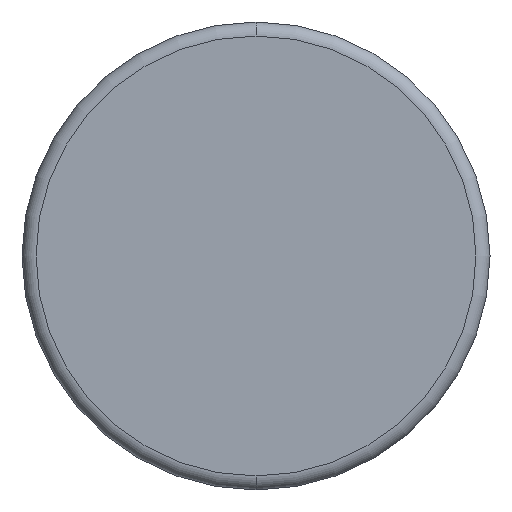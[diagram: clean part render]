
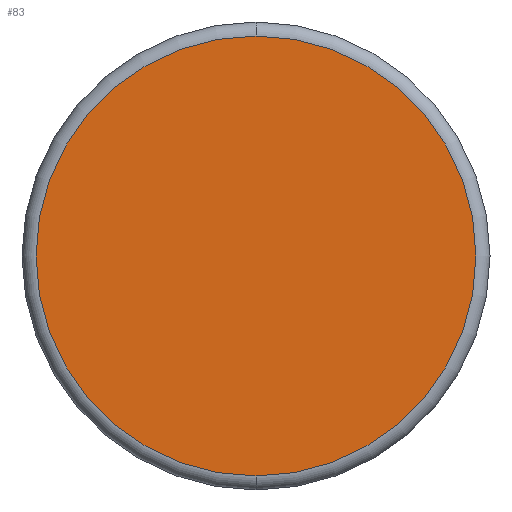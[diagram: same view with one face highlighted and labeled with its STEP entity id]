
A CAD part, front view. The second image highlights one B-rep face of the part: STEP entity #83.
In plain terms, the highlighted planar face has unit normal (0, -1, 0).
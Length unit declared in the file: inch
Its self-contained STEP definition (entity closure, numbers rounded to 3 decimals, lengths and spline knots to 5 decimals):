
#34 = DIRECTION ( 'NONE',  ( 0., 0., -1. ) ) ;
#83 = ADVANCED_FACE ( 'NONE', ( #105 ), #482, .T. ) ;
#105 = FACE_OUTER_BOUND ( 'NONE', #334, .T. ) ;
#125 = CARTESIAN_POINT ( 'NONE',  ( 0., 0., 0. ) ) ;
#128 = AXIS2_PLACEMENT_3D ( 'NONE', #451, #278, #534 ) ;
#129 = AXIS2_PLACEMENT_3D ( 'NONE', #540, #324, #34 ) ;
#136 = CARTESIAN_POINT ( 'NONE',  ( 0., 0., 0.47 ) ) ;
#173 = ORIENTED_EDGE ( 'NONE', *, *, #418, .T. ) ;
#206 = AXIS2_PLACEMENT_3D ( 'NONE', #125, #223, #436 ) ;
#223 = DIRECTION ( 'NONE',  ( 0., -1., 0. ) ) ;
#276 = CIRCLE ( 'NONE', #206, 0.47 ) ;
#278 = DIRECTION ( 'NONE',  ( 0., -1., 0. ) ) ;
#324 = DIRECTION ( 'NONE',  ( 0., -1., 0. ) ) ;
#334 = EDGE_LOOP ( 'NONE', ( #458, #173 ) ) ;
#368 = VERTEX_POINT ( 'NONE', #388 ) ;
#374 = VERTEX_POINT ( 'NONE', #136 ) ;
#388 = CARTESIAN_POINT ( 'NONE',  ( 0., 0., -0.47 ) ) ;
#418 = EDGE_CURVE ( 'NONE', #374, #368, #533, .T. ) ;
#436 = DIRECTION ( 'NONE',  ( 0., 0., -1. ) ) ;
#451 = CARTESIAN_POINT ( 'NONE',  ( 0., 0., 0. ) ) ;
#458 = ORIENTED_EDGE ( 'NONE', *, *, #501, .T. ) ;
#482 = PLANE ( 'NONE',  #129 ) ;
#501 = EDGE_CURVE ( 'NONE', #368, #374, #276, .T. ) ;
#533 = CIRCLE ( 'NONE', #128, 0.47 ) ;
#534 = DIRECTION ( 'NONE',  ( 0., 0., -1. ) ) ;
#540 = CARTESIAN_POINT ( 'NONE',  ( 0., 0., 0. ) ) ;
